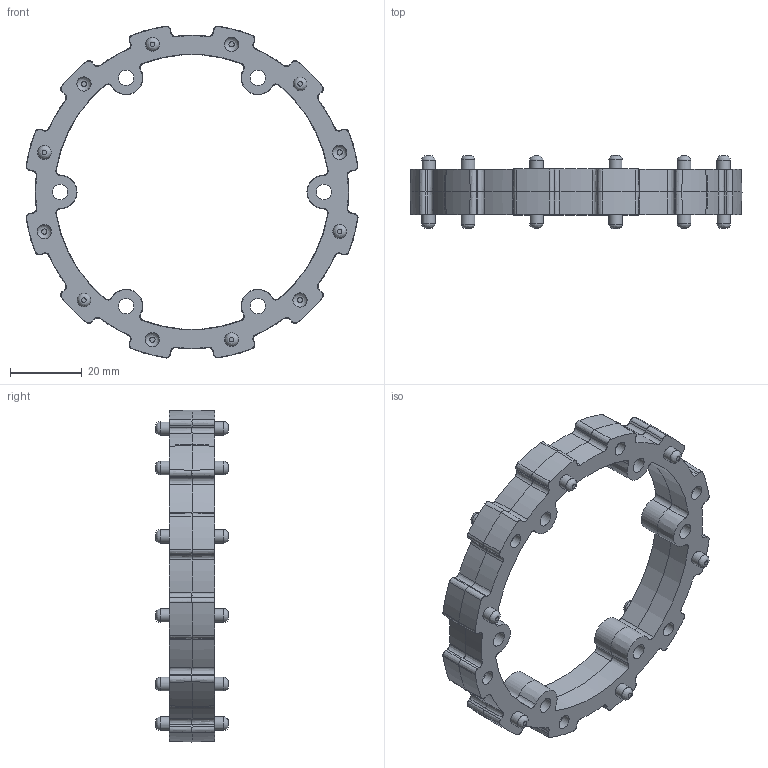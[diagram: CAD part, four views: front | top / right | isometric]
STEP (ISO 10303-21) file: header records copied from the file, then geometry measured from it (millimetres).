
FILE_DESCRIPTION(/* description */ ('STEP AP203'),/* implementation_level */ '2;1');
FILE_NAME(/* name */ 'Traction Wheel extender 4in.iam.step',/* time_stamp */ '2020-04-16T23:38:28-04:00',/* author */ ('svradm'),/* organization */ ('Microsoft'),/* preprocessor_version */ 'ST-DEVELOPER v17',/* originating_system */ 'Autodesk Inventor 2019',/* authorisation */ '');
FILE_SCHEMA (('AUTOMOTIVE_DESIGN { 1 0 10303 214 3 1 1 }'));
Length unit declared in the file: inch
Products named in the file (2): Traction Wheel extender 4in; 217-2588-003 Rev1
Assembly tree (1 placements, depth 2):
  Traction Wheel extender 4in
    217-2588-003 Rev1
Bounding box: 92.68 x 20.32 x 92.68 mm (x, y, z)
Volume: 25615.2 mm3; surface area: 13758.1 mm2
Topology: 1 solids, 1 shells, 320 faces, 846 edges, 552 vertices
Faces by surface type: bspline 132, plane 74, cone 60, cylinder 54
Full cylindrical faces by diameter (mm): 3.81 x12, 3.988 x12, 4.305 x6
Entity records: 13177 total; most frequent: CARTESIAN_POINT 6109, ORIENTED_EDGE 1692, DIRECTION 1180, EDGE_CURVE 846, VERTEX_POINT 552, AXIS2_PLACEMENT_3D 515, B_SPLINE_CURVE_WITH_KNOTS 372, EDGE_LOOP 358
